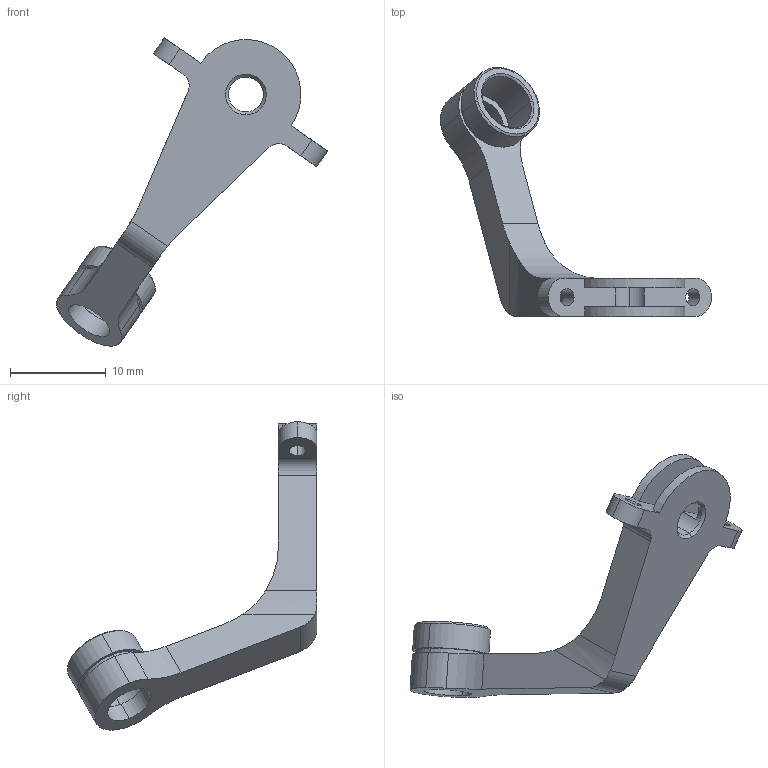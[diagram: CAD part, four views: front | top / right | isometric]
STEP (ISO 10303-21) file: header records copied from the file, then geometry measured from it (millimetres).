
FILE_DESCRIPTION (( 'STEP AP203' ), '1' );
FILE_NAME ('SPM_ARM3_BASE_Proximal3_sldprt.STEP', '2023-11-14T08:15:30', ( '' ), ( '' ), 'SwSTEP 2.0', 'SolidWorks 2021', '' );
FILE_SCHEMA (( 'CONFIG_CONTROL_DESIGN' ));
Length unit declared in the file: millimetre
Products named in the file (1): SPM_ARM3_BASE_Proximal3_sldprt
Bounding box: 28.35 x 26.08 x 32.24 mm (x, y, z)
Volume: 1192 mm3; surface area: 1454.1 mm2
Topology: 1 solids, 1 shells, 59 faces, 160 edges, 104 vertices
Faces by surface type: cylinder 31, plane 17, cone 11
Entity records: 1996 total; most frequent: CARTESIAN_POINT 354, DIRECTION 349, ORIENTED_EDGE 320, EDGE_CURVE 160, AXIS2_PLACEMENT_3D 137, VERTEX_POINT 104, CIRCLE 77, LINE 75
